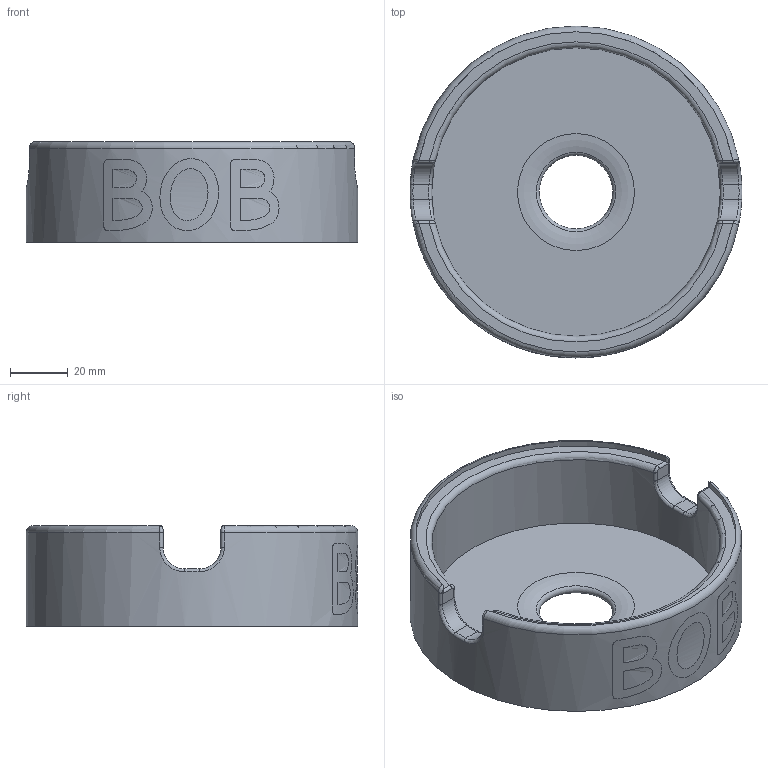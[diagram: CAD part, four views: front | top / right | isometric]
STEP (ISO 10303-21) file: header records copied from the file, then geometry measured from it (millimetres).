
FILE_DESCRIPTION(/* description */ ('STEP AP242','CAx-IF Rec.Pracs.---Representation and Presentation of Product Manufacturing Information (PMI)---4.0---2014-10-13','CAx-IF Rec.Pracs.---3D Tessellated Geometry---0.4---2014-09-14','2;1'),/* implementation_level */ '2;1');
FILE_NAME(/* name */ '669e3f5876ad9236a7e3d58f',/* time_stamp */ '2024-07-22T11:15:37Z',/* author */ (''),/* organization */ (''),/* preprocessor_version */ 'ST-DEVELOPER v20',/* originating_system */ ' ',/* authorisation */ ' ');
FILE_SCHEMA (('AP242_MANAGED_MODEL_BASED_3D_ENGINEERING_MIM_LF { 1 0 10303 442 1 1 4 }'));
Length unit declared in the file: metre
Products named in the file (4): Part 4; Part 3; Part 2; Part 1
Bounding box: 114.99 x 115 x 34.95 mm (x, y, z)
Volume: 109316 mm3; surface area: 44260 mm2
Topology: 4 solids, 4 shells, 234 faces, 630 edges, 412 vertices
Faces by surface type: bspline 152, plane 38, cylinder 34, torus 10
Full cylindrical faces by diameter (mm): 100 x1, 115 x1
Entity records: 8872 total; most frequent: CARTESIAN_POINT 4238, ORIENTED_EDGE 1246, EDGE_CURVE 623, B_SPLINE_CURVE_WITH_KNOTS 464, DIRECTION 418, VERTEX_POINT 409, EDGE_LOOP 258, FACE_BOUND 258
